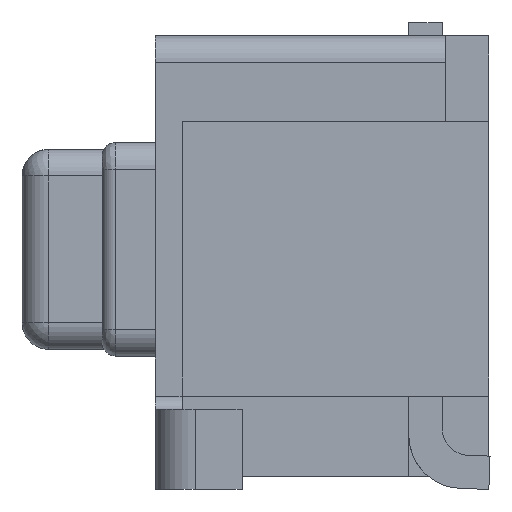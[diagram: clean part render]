
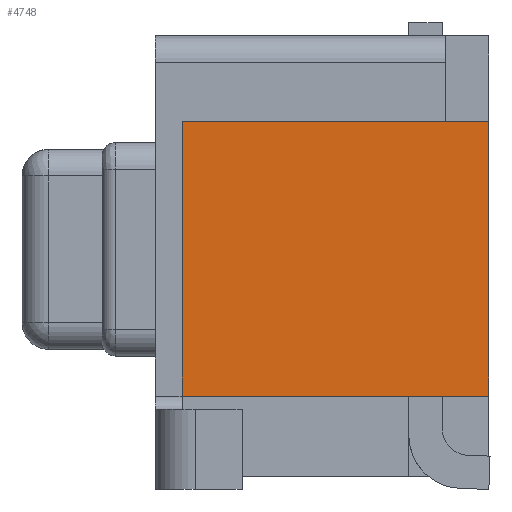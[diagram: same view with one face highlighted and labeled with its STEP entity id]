
A CAD part, left-side view. The second image highlights one B-rep face of the part: STEP entity #4748.
In plain terms, the highlighted planar face has unit normal (-1, 0, 0).
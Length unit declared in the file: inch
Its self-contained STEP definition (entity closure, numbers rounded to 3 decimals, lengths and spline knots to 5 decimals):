
#563=FACE_OUTER_BOUND('',#845,.T.);
#845=EDGE_LOOP('',(#4296,#4297,#4298,#4299,#4300));
#1070=LINE('',#7242,#1576);
#1343=LINE('',#7976,#1849);
#1348=LINE('',#7984,#1854);
#1349=LINE('',#7988,#1855);
#1353=LINE('',#7995,#1859);
#1576=VECTOR('',#5870,0.0811);
#1849=VECTOR('',#6533,0.0128);
#1854=VECTOR('',#6542,0.07776);
#1855=VECTOR('',#6547,0.0811);
#1859=VECTOR('',#6557,0.09055);
#2081=VERTEX_POINT('',#7220);
#2091=VERTEX_POINT('',#7240);
#2134=VERTEX_POINT('',#7402);
#2285=VERTEX_POINT('',#7975);
#2287=VERTEX_POINT('',#7987);
#2621=EDGE_CURVE('',#2081,#2091,#1070,.T.);
#2953=EDGE_CURVE('',#2285,#2134,#1343,.T.);
#2958=EDGE_CURVE('',#2134,#2081,#1348,.T.);
#2959=EDGE_CURVE('',#2285,#2287,#1349,.T.);
#2963=EDGE_CURVE('',#2287,#2091,#1353,.T.);
#4296=ORIENTED_EDGE('',*,*,#2621,.T.);
#4297=ORIENTED_EDGE('',*,*,#2963,.F.);
#4298=ORIENTED_EDGE('',*,*,#2959,.F.);
#4299=ORIENTED_EDGE('',*,*,#2953,.T.);
#4300=ORIENTED_EDGE('',*,*,#2958,.T.);
#4481=PLANE('',#5193);
#4748=ADVANCED_FACE('',(#563),#4481,.T.);
#5193=AXIS2_PLACEMENT_3D('',#7994,#6555,#6556);
#5870=DIRECTION('',(0.,0.,-1.));
#6533=DIRECTION('',(0.,1.,0.));
#6542=DIRECTION('',(0.,1.,0.));
#6547=DIRECTION('',(0.,0.,-1.));
#6555=DIRECTION('center_axis',(-1.,0.,0.));
#6556=DIRECTION('ref_axis',(0.,1.,0.));
#6557=DIRECTION('',(0.,1.,0.));
#7220=CARTESIAN_POINT('',(-0.11811,0.04355,0.1098));
#7240=CARTESIAN_POINT('',(-0.11811,0.04355,0.02869));
#7242=CARTESIAN_POINT('',(-0.11811,0.04355,0.1098));
#7402=CARTESIAN_POINT('',(-0.11811,-0.0342,0.1098));
#7975=CARTESIAN_POINT('',(-0.11811,-0.047,0.1098));
#7976=CARTESIAN_POINT('',(-0.11811,-0.047,0.1098));
#7984=CARTESIAN_POINT('',(-0.11811,-0.0342,0.1098));
#7987=CARTESIAN_POINT('',(-0.11811,-0.047,0.02869));
#7988=CARTESIAN_POINT('',(-0.11811,-0.047,0.1098));
#7994=CARTESIAN_POINT('Origin',(-0.11811,-0.05153,0.11385));
#7995=CARTESIAN_POINT('',(-0.11811,-0.047,0.02869));
